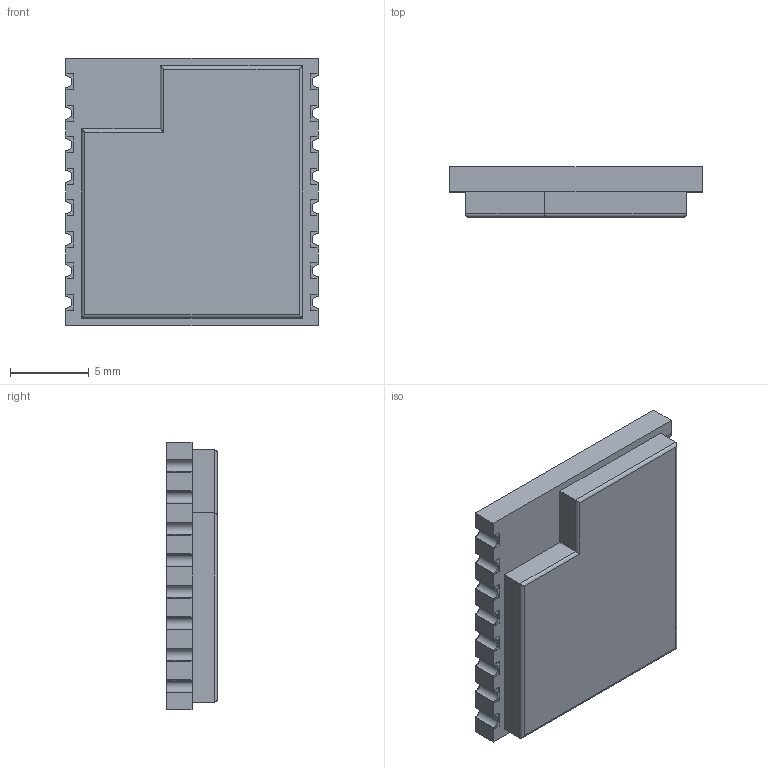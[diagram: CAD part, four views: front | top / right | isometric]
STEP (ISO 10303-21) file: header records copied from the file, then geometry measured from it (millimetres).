
FILE_DESCRIPTION(('FreeCAD Model'),'2;1');
FILE_NAME('Open CASCADE Shape Model','2024-05-29T17:54:04',(''),(''), 'Open CASCADE STEP processor 7.7','Ondsel','Unknown');
FILE_SCHEMA(('AUTOMOTIVE_DESIGN { 1 0 10303 214 1 1 1 1 }'));
Length unit declared in the file: millimetre
Products named in the file (4): ra-02; Base; Pin1; Shell
Assembly tree (18 placements, depth 2):
  ra-02
    Base
    Pin1  x16
    Shell
Bounding box: 16 x 3.2 x 17 mm (x, y, z)
Volume: 755.6 mm3; surface area: 1227.7 mm2
Topology: 18 solids, 18 shells, 212 faces, 554 edges, 378 vertices
Faces by surface type: plane 158, cylinder 54
Entity records: 2434 total; most frequent: DIRECTION 430, CARTESIAN_POINT 413, ORIENTED_EDGE 388, EDGE_CURVE 194, AXIS2_PLACEMENT_3D 155, VERTEX_POINT 138, LINE 120, VECTOR 120
